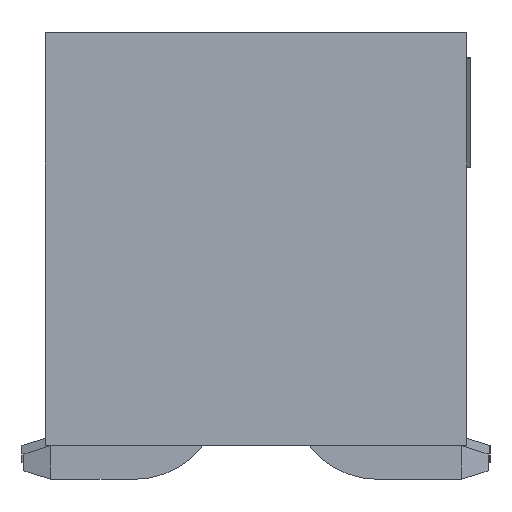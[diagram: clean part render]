
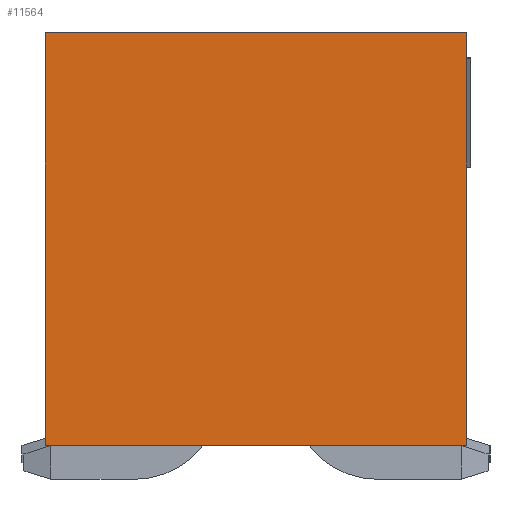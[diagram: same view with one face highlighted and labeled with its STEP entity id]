
A CAD part, left-side view. The second image highlights one B-rep face of the part: STEP entity #11564.
In plain terms, the highlighted planar face has unit normal (-1, 0, 0).
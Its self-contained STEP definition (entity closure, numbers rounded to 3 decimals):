
#1727=ORIENTED_EDGE('',*,*,#3356,.F.);
#1728=ORIENTED_EDGE('',*,*,#3332,.F.);
#1729=ORIENTED_EDGE('',*,*,#2681,.T.);
#1730=ORIENTED_EDGE('',*,*,#3572,.T.);
#2681=EDGE_CURVE('',#3934,#3933,#4741,.T.);
#3332=EDGE_CURVE('',#3934,#4390,#5392,.T.);
#3356=EDGE_CURVE('',#4390,#4397,#5416,.T.);
#3572=EDGE_CURVE('',#3933,#4397,#5632,.T.);
#3933=VERTEX_POINT('',#14387);
#3934=VERTEX_POINT('',#14389);
#4390=VERTEX_POINT('',#15673);
#4397=VERTEX_POINT('',#15705);
#4741=LINE('',#14388,#5989);
#5392=LINE('',#15672,#6640);
#5416=LINE('',#15704,#6664);
#5632=LINE('',#16134,#6880);
#5989=VECTOR('',#12222,1000.);
#6640=VECTOR('',#13227,1000.);
#6664=VECTOR('',#13253,1000.);
#6880=VECTOR('',#13581,1000.);
#7498=EDGE_LOOP('',(#1727,#1728,#1729,#1730));
#7948=FACE_BOUND('',#7498,.T.);
#8363=PLANE('',#11990);
#11564=ADVANCED_FACE('',(#7948),#8363,.T.);
#11990=AXIS2_PLACEMENT_3D('',#16135,#13582,#13583);
#12222=DIRECTION('',(0.,0.,1.));
#13227=DIRECTION('',(0.,1.,0.));
#13253=DIRECTION('',(0.,0.,1.));
#13581=DIRECTION('',(0.,1.,0.));
#13582=DIRECTION('',(-1.,0.,0.));
#13583=DIRECTION('',(0.,0.,1.));
#14387=CARTESIAN_POINT('',(-13.97,-2.5,2.45));
#14388=CARTESIAN_POINT('',(-13.97,-2.5,-2.45));
#14389=CARTESIAN_POINT('',(-13.97,-2.5,-2.45));
#15672=CARTESIAN_POINT('',(-13.97,-2.5,-2.45));
#15673=CARTESIAN_POINT('',(-13.97,2.5,-2.45));
#15704=CARTESIAN_POINT('',(-13.97,2.5,-2.45));
#15705=CARTESIAN_POINT('',(-13.97,2.5,2.45));
#16134=CARTESIAN_POINT('',(-13.97,-2.5,2.45));
#16135=CARTESIAN_POINT('',(-13.97,-2.5,-2.45));
